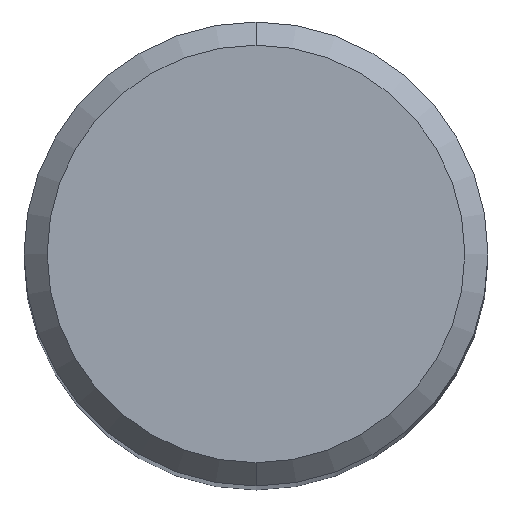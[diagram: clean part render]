
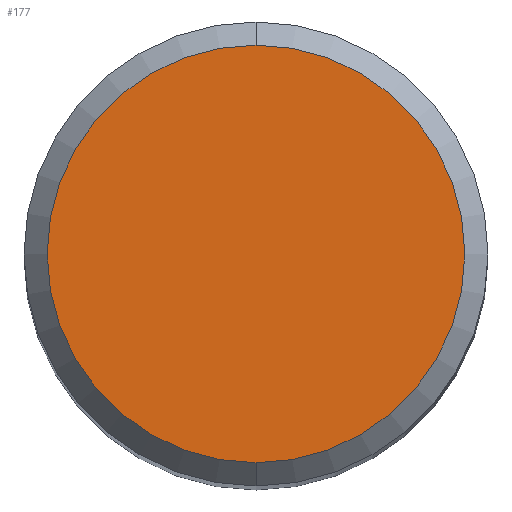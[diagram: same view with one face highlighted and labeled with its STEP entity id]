
A CAD part, top view. The second image highlights one B-rep face of the part: STEP entity #177.
In plain terms, the highlighted planar face has unit normal (0, 0, 1).
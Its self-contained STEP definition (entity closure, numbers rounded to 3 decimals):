
#119=VERTEX_POINT('',#275);
#167=EDGE_CURVE('',#187,#119,#329,.T.);
#177=ADVANCED_FACE('',(#340),#341,.T.);
#187=VERTEX_POINT('',#352);
#189=EDGE_CURVE('',#119,#187,#354,.T.);
#275=CARTESIAN_POINT('',(0.0,3.6,0.0));
#329=CIRCLE('',#505,3.6);
#340=FACE_OUTER_BOUND('',#521,.T.);
#341=PLANE('',#522);
#352=CARTESIAN_POINT('',(0.,-3.6,0.0));
#354=CIRCLE('',#540,3.6);
#505=AXIS2_PLACEMENT_3D('',#707,#708,#709);
#521=EDGE_LOOP('',(#723,#724));
#522=AXIS2_PLACEMENT_3D('',#725,#726,#727);
#540=AXIS2_PLACEMENT_3D('',#738,#739,#740);
#707=CARTESIAN_POINT('',(0.0,0.0,0.0));
#708=DIRECTION('',(0.0,0.0,-1.0));
#709=DIRECTION('',(0.0,1.0,0.0));
#723=ORIENTED_EDGE('',*,*,#189,.F.);
#724=ORIENTED_EDGE('',*,*,#167,.F.);
#725=CARTESIAN_POINT('',(0.0,1.8,0.0));
#726=DIRECTION('',(-0.0,0.0,1.0));
#727=DIRECTION('',(0.0,-1.0,0.0));
#738=CARTESIAN_POINT('',(0.0,0.0,0.0));
#739=DIRECTION('',(0.0,0.0,-1.0));
#740=DIRECTION('',(0.0,1.0,0.0));
